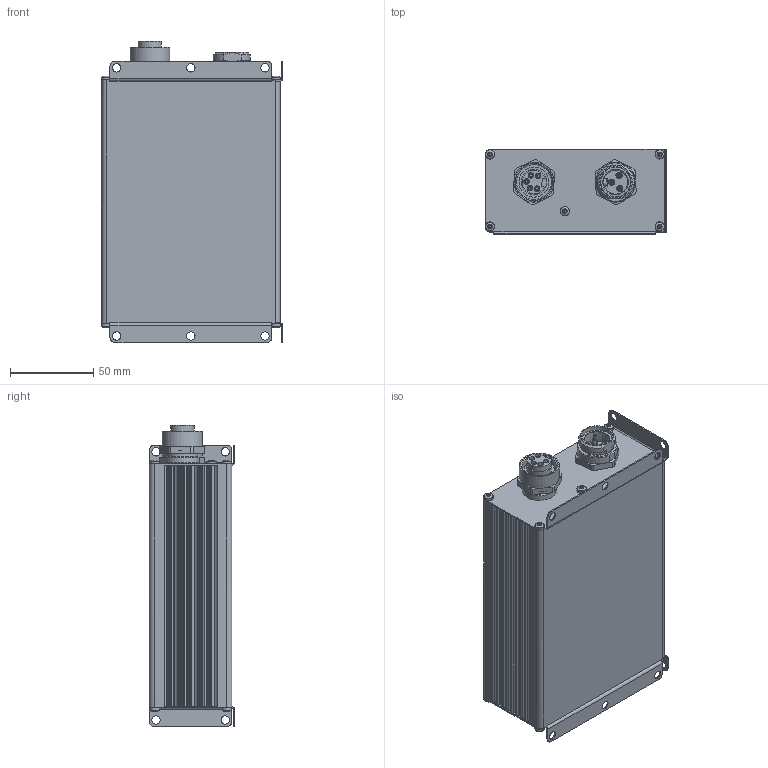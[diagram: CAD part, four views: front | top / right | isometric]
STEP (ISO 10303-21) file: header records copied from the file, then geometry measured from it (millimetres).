
FILE_DESCRIPTION (( 'STEP AP214' ), '1' );
FILE_NAME ('PSRT-24-200_REV1.STEP', '2023-08-02T11:20:16', ( '' ), ( '' ), 'SwSTEP 2.0', 'SolidWorks 2021', '' );
FILE_SCHEMA (( 'AUTOMOTIVE_DESIGN' ));
Length unit declared in the file: inch
Products named in the file (1): PSRT-24-200_REV1
Bounding box: 108.8 x 51.1 x 180.7 mm (x, y, z)
Volume: 776077.6 mm3; surface area: 74602.3 mm2
Topology: 1 solids, 11 shells, 597 faces, 1587 edges, 1057 vertices
Faces by surface type: cylinder 276, plane 221, cone 59, bspline 17, torus 15, sphere 9
Full cylindrical faces by diameter (mm): 2 x3, 2.1 x5, 3 x3, 3.3 x5, 3.4 x9, 5 x10, 5.6 x9, 15.167 x2, 16 x1, 17.8 x1, 18 x1, 18.1 x1, 18.5 x2, 19 x1, 20.4 x1, 20.853 x1, 22.5 x2, 23.4 x1, 24 x1
Entity records: 23332 total; most frequent: CARTESIAN_POINT 7634, ORIENTED_EDGE 2862, DIRECTION 2783, EDGE_CURVE 1431, AXIS2_PLACEMENT_3D 1113, VERTEX_POINT 1010, EDGE_LOOP 773, FACE_OUTER_BOUND 677
